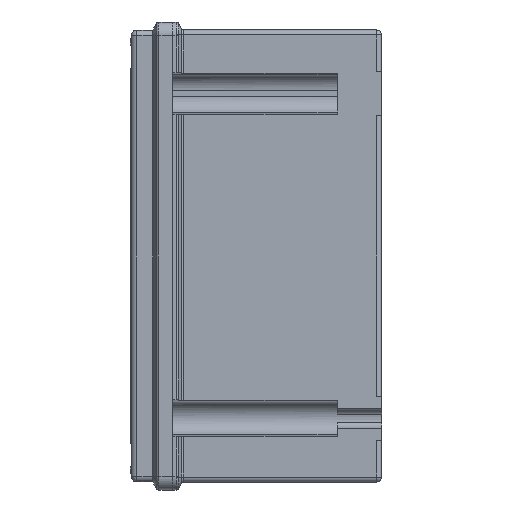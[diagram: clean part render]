
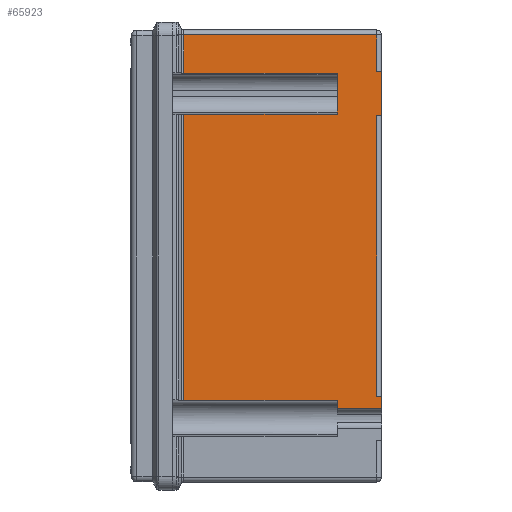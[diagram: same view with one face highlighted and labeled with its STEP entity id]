
A CAD part, left-side view. The second image highlights one B-rep face of the part: STEP entity #65923.
In plain terms, the highlighted planar face has unit normal (-1, 0, 0).
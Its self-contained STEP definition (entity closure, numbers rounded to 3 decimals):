
#35 = VERTEX_POINT ( 'NONE', #61937 ) ;
#1277 = EDGE_LOOP ( 'NONE', ( #63631, #21743, #45159, #63142, #16814, #70470, #25178, #23428, #16044, #44781, #64454, #30985, #58726, #66722, #32836, #39106 ) ) ;
#1460 = LINE ( 'NONE', #36736, #51846 ) ;
#1804 = LINE ( 'NONE', #27173, #57416 ) ;
#2285 = CARTESIAN_POINT ( 'NONE',  ( -167.35, -75.8, 66.441 ) ) ;
#2752 = LINE ( 'NONE', #13631, #30594 ) ;
#3095 = DIRECTION ( 'NONE',  ( 0., 1., 0. ) ) ;
#3640 = EDGE_CURVE ( 'NONE', #39695, #48652, #24582, .T. ) ;
#3905 = CARTESIAN_POINT ( 'NONE',  ( -167.35, -74.3, -51. ) ) ;
#4469 = VECTOR ( 'NONE', #13403, 1000. ) ;
#4872 = VECTOR ( 'NONE', #61203, 1000. ) ;
#7995 = EDGE_CURVE ( 'NONE', #30935, #58811, #47538, .T. ) ;
#8073 = DIRECTION ( 'NONE',  ( 0., 0., -1. ) ) ;
#9110 = LINE ( 'NONE', #64906, #42169 ) ;
#9467 = CARTESIAN_POINT ( 'NONE',  ( -167.35, -76., 51. ) ) ;
#9536 = EDGE_CURVE ( 'NONE', #28291, #65913, #55146, .T. ) ;
#10515 = VERTEX_POINT ( 'NONE', #67611 ) ;
#11370 = EDGE_CURVE ( 'NONE', #40639, #18407, #65385, .T. ) ;
#12224 = CARTESIAN_POINT ( 'NONE',  ( -167.35, -75.8, -52.489 ) ) ;
#12557 = CARTESIAN_POINT ( 'NONE',  ( -167.35, -59.8, -82.1 ) ) ;
#13013 = CARTESIAN_POINT ( 'NONE',  ( -167.35, -59.8, 51.559 ) ) ;
#13226 = LINE ( 'NONE', #13376, #55748 ) ;
#13376 = CARTESIAN_POINT ( 'NONE',  ( -167.35, -74.3, 80.3 ) ) ;
#13403 = DIRECTION ( 'NONE',  ( 0., 0., -1. ) ) ;
#13631 = CARTESIAN_POINT ( 'NONE',  ( -167.35, -75.8, 51.559 ) ) ;
#15000 = VECTOR ( 'NONE', #48646, 1000. ) ;
#16044 = ORIENTED_EDGE ( 'NONE', *, *, #32435, .T. ) ;
#16220 = DIRECTION ( 'NONE',  ( 0., 0., 1. ) ) ;
#16814 = ORIENTED_EDGE ( 'NONE', *, *, #33038, .T. ) ;
#17223 = CARTESIAN_POINT ( 'NONE',  ( -167.35, -4.166, 66.441 ) ) ;
#17318 = EDGE_CURVE ( 'NONE', #35, #57541, #66644, .T. ) ;
#17458 = PLANE ( 'NONE',  #68900 ) ;
#17491 = VERTEX_POINT ( 'NONE', #35924 ) ;
#17705 = CARTESIAN_POINT ( 'NONE',  ( -167.35, -75.8, 80.3 ) ) ;
#18043 = CARTESIAN_POINT ( 'NONE',  ( -167.35, -76., -51. ) ) ;
#18188 = DIRECTION ( 'NONE',  ( 0., 0., -1. ) ) ;
#18407 = VERTEX_POINT ( 'NONE', #61634 ) ;
#19453 = VECTOR ( 'NONE', #24734, 1000. ) ;
#20722 = FACE_OUTER_BOUND ( 'NONE', #1277, .T. ) ;
#21743 = ORIENTED_EDGE ( 'NONE', *, *, #17318, .F. ) ;
#22959 = CARTESIAN_POINT ( 'NONE',  ( -167.35, -76., 67. ) ) ;
#23428 = ORIENTED_EDGE ( 'NONE', *, *, #43802, .T. ) ;
#24032 = CARTESIAN_POINT ( 'NONE',  ( -167.35, -76., 51. ) ) ;
#24582 = LINE ( 'NONE', #12224, #70507 ) ;
#24734 = DIRECTION ( 'NONE',  ( 0., 1., 0. ) ) ;
#24896 = DIRECTION ( 'NONE',  ( 0., 1., 0. ) ) ;
#25178 = ORIENTED_EDGE ( 'NONE', *, *, #45936, .F. ) ;
#27173 = CARTESIAN_POINT ( 'NONE',  ( -167.35, -74.3, 80.3 ) ) ;
#27324 = DIRECTION ( 'NONE',  ( 0., 0., -1. ) ) ;
#28291 = VERTEX_POINT ( 'NONE', #39962 ) ;
#28610 = DIRECTION ( 'NONE',  ( -1., 0., 0. ) ) ;
#29562 = DIRECTION ( 'NONE',  ( 0., 1., 0. ) ) ;
#29746 = LINE ( 'NONE', #43093, #15000 ) ;
#30594 = VECTOR ( 'NONE', #58026, 1000. ) ;
#30935 = VERTEX_POINT ( 'NONE', #51689 ) ;
#30985 = ORIENTED_EDGE ( 'NONE', *, *, #9536, .F. ) ;
#31950 = CARTESIAN_POINT ( 'NONE',  ( -167.35, -59.8, -52.489 ) ) ;
#32435 = EDGE_CURVE ( 'NONE', #63475, #40639, #13226, .T. ) ;
#32831 = EDGE_CURVE ( 'NONE', #39695, #57541, #54831, .T. ) ;
#32836 = ORIENTED_EDGE ( 'NONE', *, *, #46174, .T. ) ;
#33038 = EDGE_CURVE ( 'NONE', #58811, #17491, #1804, .T. ) ;
#34086 = LINE ( 'NONE', #46658, #4469 ) ;
#34087 = CARTESIAN_POINT ( 'NONE',  ( -167.35, -74.3, 67. ) ) ;
#34105 = CARTESIAN_POINT ( 'NONE',  ( -167.35, -4.166, -52.489 ) ) ;
#35478 = DIRECTION ( 'NONE',  ( 0., 0., 1. ) ) ;
#35924 = CARTESIAN_POINT ( 'NONE',  ( -167.35, -74.3, 51. ) ) ;
#36736 = CARTESIAN_POINT ( 'NONE',  ( -167.35, -76., -51. ) ) ;
#37279 = DIRECTION ( 'NONE',  ( 0., 0., -1. ) ) ;
#38368 = VECTOR ( 'NONE', #18188, 1000. ) ;
#39063 = CARTESIAN_POINT ( 'NONE',  ( -167.35, -75.8, -55.5 ) ) ;
#39106 = ORIENTED_EDGE ( 'NONE', *, *, #3640, .F. ) ;
#39695 = VERTEX_POINT ( 'NONE', #31950 ) ;
#39962 = CARTESIAN_POINT ( 'NONE',  ( -167.35, -59.8, 66.441 ) ) ;
#40042 = VERTEX_POINT ( 'NONE', #9467 ) ;
#40639 = VERTEX_POINT ( 'NONE', #60128 ) ;
#41265 = LINE ( 'NONE', #22959, #44741 ) ;
#42169 = VECTOR ( 'NONE', #37279, 1000. ) ;
#43093 = CARTESIAN_POINT ( 'NONE',  ( -167.35, -76., 67. ) ) ;
#43571 = EDGE_CURVE ( 'NONE', #28291, #45294, #9110, .T. ) ;
#43802 = EDGE_CURVE ( 'NONE', #10515, #63475, #41265, .T. ) ;
#44741 = VECTOR ( 'NONE', #45471, 1000. ) ;
#44781 = ORIENTED_EDGE ( 'NONE', *, *, #11370, .T. ) ;
#45159 = ORIENTED_EDGE ( 'NONE', *, *, #71356, .F. ) ;
#45294 = VERTEX_POINT ( 'NONE', #13013 ) ;
#45471 = DIRECTION ( 'NONE',  ( 0., 1., 0. ) ) ;
#45936 = EDGE_CURVE ( 'NONE', #10515, #40042, #29746, .T. ) ;
#46174 = EDGE_CURVE ( 'NONE', #53106, #48652, #34086, .T. ) ;
#46216 = EDGE_CURVE ( 'NONE', #45294, #53106, #2752, .T. ) ;
#46658 = CARTESIAN_POINT ( 'NONE',  ( -167.35, -4.166, -82.1 ) ) ;
#47538 = LINE ( 'NONE', #18043, #4872 ) ;
#48646 = DIRECTION ( 'NONE',  ( 0., 0., -1. ) ) ;
#48652 = VERTEX_POINT ( 'NONE', #34105 ) ;
#50071 = VECTOR ( 'NONE', #29562, 1000. ) ;
#50166 = EDGE_CURVE ( 'NONE', #18407, #65913, #65443, .T. ) ;
#51689 = CARTESIAN_POINT ( 'NONE',  ( -167.35, -76., -51. ) ) ;
#51846 = VECTOR ( 'NONE', #27324, 1000. ) ;
#51896 = VECTOR ( 'NONE', #67211, 1000. ) ;
#53106 = VERTEX_POINT ( 'NONE', #64111 ) ;
#54831 = LINE ( 'NONE', #12557, #38368 ) ;
#55146 = LINE ( 'NONE', #2285, #68177 ) ;
#55748 = VECTOR ( 'NONE', #35478, 1000. ) ;
#57416 = VECTOR ( 'NONE', #16220, 1000. ) ;
#57541 = VERTEX_POINT ( 'NONE', #67462 ) ;
#58026 = DIRECTION ( 'NONE',  ( 0., 1., 0. ) ) ;
#58726 = ORIENTED_EDGE ( 'NONE', *, *, #43571, .T. ) ;
#58811 = VERTEX_POINT ( 'NONE', #3905 ) ;
#60128 = CARTESIAN_POINT ( 'NONE',  ( -167.35, -74.3, 80.3 ) ) ;
#61203 = DIRECTION ( 'NONE',  ( 0., 1., 0. ) ) ;
#61634 = CARTESIAN_POINT ( 'NONE',  ( -167.35, -4.166, 80.3 ) ) ;
#61827 = CARTESIAN_POINT ( 'NONE',  ( -167.35, -75.8, -82.1 ) ) ;
#61937 = CARTESIAN_POINT ( 'NONE',  ( -167.35, -76., -55.5 ) ) ;
#61985 = VECTOR ( 'NONE', #8073, 1000. ) ;
#63142 = ORIENTED_EDGE ( 'NONE', *, *, #7995, .T. ) ;
#63420 = CARTESIAN_POINT ( 'NONE',  ( -167.35, -4.166, -82.1 ) ) ;
#63475 = VERTEX_POINT ( 'NONE', #34087 ) ;
#63631 = ORIENTED_EDGE ( 'NONE', *, *, #32831, .T. ) ;
#64111 = CARTESIAN_POINT ( 'NONE',  ( -167.35, -4.166, 51.559 ) ) ;
#64454 = ORIENTED_EDGE ( 'NONE', *, *, #50166, .T. ) ;
#64906 = CARTESIAN_POINT ( 'NONE',  ( -167.35, -59.8, -82.1 ) ) ;
#65385 = LINE ( 'NONE', #17705, #19453 ) ;
#65443 = LINE ( 'NONE', #63420, #61985 ) ;
#65913 = VERTEX_POINT ( 'NONE', #17223 ) ;
#65923 = ADVANCED_FACE ( 'NONE', ( #20722 ), #17458, .T. ) ;
#66557 = LINE ( 'NONE', #24032, #50071 ) ;
#66644 = LINE ( 'NONE', #39063, #51896 ) ;
#66722 = ORIENTED_EDGE ( 'NONE', *, *, #46216, .T. ) ;
#67211 = DIRECTION ( 'NONE',  ( 0., 1., 0. ) ) ;
#67394 = DIRECTION ( 'NONE',  ( 0., 0., 1. ) ) ;
#67426 = EDGE_CURVE ( 'NONE', #40042, #17491, #66557, .T. ) ;
#67462 = CARTESIAN_POINT ( 'NONE',  ( -167.35, -59.8, -55.5 ) ) ;
#67611 = CARTESIAN_POINT ( 'NONE',  ( -167.35, -76., 67. ) ) ;
#68177 = VECTOR ( 'NONE', #3095, 1000. ) ;
#68900 = AXIS2_PLACEMENT_3D ( 'NONE', #61827, #28610, #67394 ) ;
#70470 = ORIENTED_EDGE ( 'NONE', *, *, #67426, .F. ) ;
#70507 = VECTOR ( 'NONE', #24896, 1000. ) ;
#71356 = EDGE_CURVE ( 'NONE', #30935, #35, #1460, .T. ) ;
